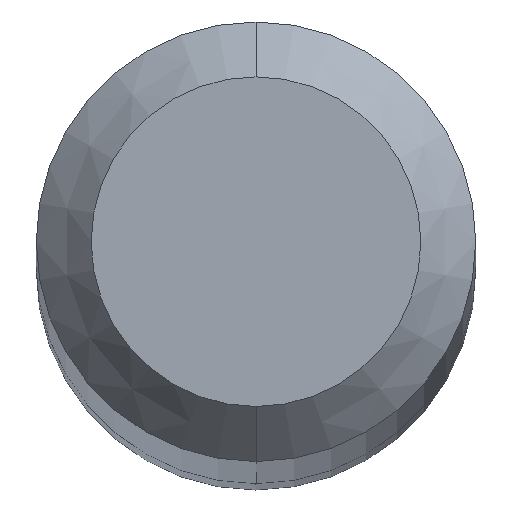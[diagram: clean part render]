
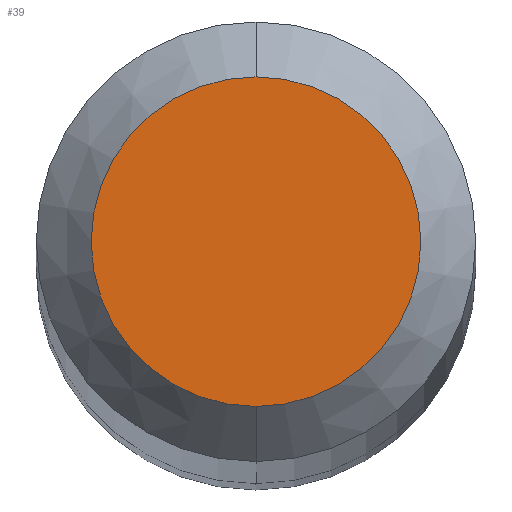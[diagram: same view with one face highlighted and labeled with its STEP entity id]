
A CAD part, top view. The second image highlights one B-rep face of the part: STEP entity #39.
In plain terms, the highlighted planar face has unit normal (0, 0, 1).
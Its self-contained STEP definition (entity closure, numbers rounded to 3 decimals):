
#3 = DIRECTION ( 'NONE',  ( 0., 0., -1. ) ) ;
#12 = ORIENTED_EDGE ( 'NONE', *, *, #305, .F. ) ;
#39 = ADVANCED_FACE ( 'NONE', ( #303 ), #73, .F. ) ;
#40 = CARTESIAN_POINT ( 'NONE',  ( 0., -0.3, 30. ) ) ;
#46 = CIRCLE ( 'NONE', #250, 0.3 ) ;
#65 = VERTEX_POINT ( 'NONE', #40 ) ;
#71 = EDGE_LOOP ( 'NONE', ( #12, #164 ) ) ;
#73 = PLANE ( 'NONE',  #218 ) ;
#75 = DIRECTION ( 'NONE',  ( 0., 1., 0. ) ) ;
#81 = DIRECTION ( 'NONE',  ( 0., 1., 0. ) ) ;
#92 = CARTESIAN_POINT ( 'NONE',  ( 0., 0., 30. ) ) ;
#113 = DIRECTION ( 'NONE',  ( 0., 0., -1. ) ) ;
#114 = CIRCLE ( 'NONE', #300, 0.3 ) ;
#130 = CARTESIAN_POINT ( 'NONE',  ( 0., 0., 30. ) ) ;
#164 = ORIENTED_EDGE ( 'NONE', *, *, #185, .F. ) ;
#185 = EDGE_CURVE ( 'NONE', #65, #289, #46, .T. ) ;
#198 = DIRECTION ( 'NONE',  ( 0., 1., 0. ) ) ;
#218 = AXIS2_PLACEMENT_3D ( 'NONE', #92, #113, #198 ) ;
#227 = DIRECTION ( 'NONE',  ( 0., 0., -1. ) ) ;
#250 = AXIS2_PLACEMENT_3D ( 'NONE', #130, #227, #75 ) ;
#253 = CARTESIAN_POINT ( 'NONE',  ( 0., 0.3, 30. ) ) ;
#289 = VERTEX_POINT ( 'NONE', #253 ) ;
#300 = AXIS2_PLACEMENT_3D ( 'NONE', #318, #3, #81 ) ;
#303 = FACE_OUTER_BOUND ( 'NONE', #71, .T. ) ;
#305 = EDGE_CURVE ( 'NONE', #289, #65, #114, .T. ) ;
#318 = CARTESIAN_POINT ( 'NONE',  ( 0., 0., 30. ) ) ;
